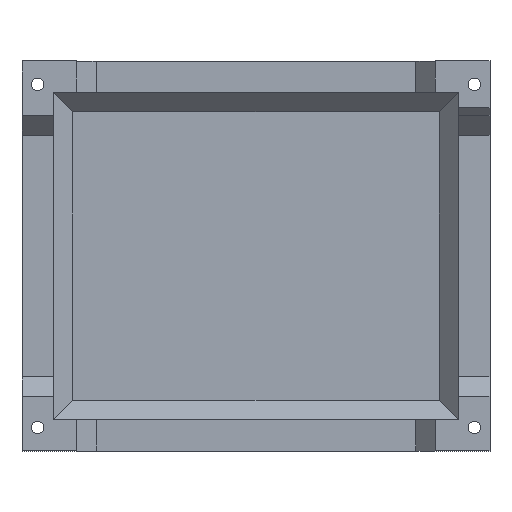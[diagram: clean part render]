
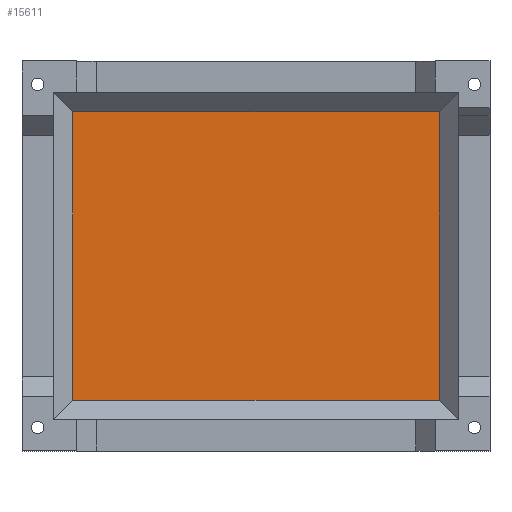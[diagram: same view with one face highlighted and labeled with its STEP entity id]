
A CAD part, top view. The second image highlights one B-rep face of the part: STEP entity #15611.
In plain terms, the highlighted planar face has unit normal (0, 0, 1).
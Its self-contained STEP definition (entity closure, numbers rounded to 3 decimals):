
#1062=PLANE('',#16091);
#1880=FACE_OUTER_BOUND('',#2761,.T.);
#2761=EDGE_LOOP('',(#14260,#14261,#14262,#14263));
#4199=LINE('',#30717,#5715);
#4203=LINE('',#30724,#5719);
#4206=LINE('',#30730,#5722);
#4209=LINE('',#30734,#5725);
#5715=VECTOR('',#18337,10.);
#5719=VECTOR('',#18343,10.);
#5722=VECTOR('',#18348,10.);
#5725=VECTOR('',#18353,10.);
#7658=VERTEX_POINT('',#30715);
#7659=VERTEX_POINT('',#30716);
#7661=VERTEX_POINT('',#30723);
#7663=VERTEX_POINT('',#30729);
#9876=EDGE_CURVE('',#7658,#7659,#4199,.T.);
#9880=EDGE_CURVE('',#7659,#7661,#4203,.T.);
#9883=EDGE_CURVE('',#7661,#7663,#4206,.T.);
#9886=EDGE_CURVE('',#7663,#7658,#4209,.T.);
#14260=ORIENTED_EDGE('',*,*,#9876,.F.);
#14261=ORIENTED_EDGE('',*,*,#9886,.F.);
#14262=ORIENTED_EDGE('',*,*,#9883,.F.);
#14263=ORIENTED_EDGE('',*,*,#9880,.F.);
#15611=ADVANCED_FACE('',(#1880),#1062,.F.);
#16091=AXIS2_PLACEMENT_3D('',#30751,#18367,#18368);
#18337=DIRECTION('',(1.,0.,0.));
#18343=DIRECTION('',(0.,-1.,0.));
#18348=DIRECTION('',(-1.,0.,0.));
#18353=DIRECTION('',(0.,1.,0.));
#18367=DIRECTION('center_axis',(0.,0.,
-1.));
#18368=DIRECTION('ref_axis',(0.,1.,0.));
#30715=CARTESIAN_POINT('',(9.838,250.731,-88.844));
#30716=CARTESIAN_POINT('',(103.838,250.731,-88.844));
#30717=CARTESIAN_POINT('',(30.838,250.731,-88.844));
#30723=CARTESIAN_POINT('',(103.838,176.731,-88.844));
#30724=CARTESIAN_POINT('',(103.838,234.731,-88.844));
#30729=CARTESIAN_POINT('',(9.838,176.731,-88.844));
#30730=CARTESIAN_POINT('',(82.838,176.731,-88.844));
#30734=CARTESIAN_POINT('',(9.838,192.731,-88.844));
#30751=CARTESIAN_POINT('Origin',(56.838,213.731,-88.844));
